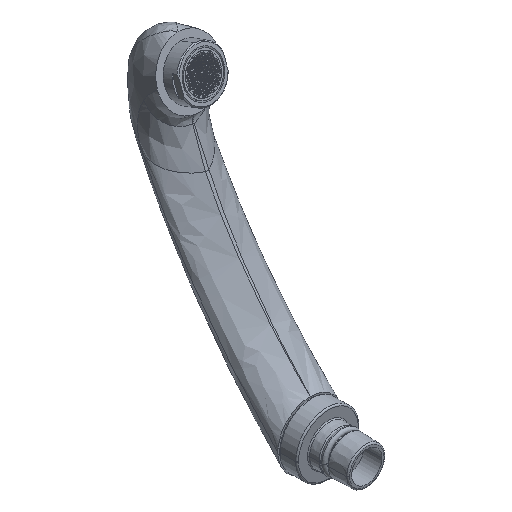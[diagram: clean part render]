
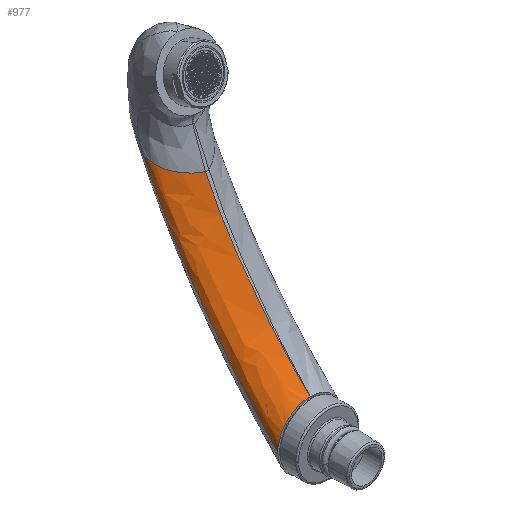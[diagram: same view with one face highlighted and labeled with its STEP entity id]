
A CAD part, isometric view. The second image highlights one B-rep face of the part: STEP entity #977.
In plain terms, the highlighted free-form (B-spline) face has degree [3, 3] with [5, 7] control points.
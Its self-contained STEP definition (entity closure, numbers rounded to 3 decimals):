
#194=CARTESIAN_POINT('',(0.,0.,16.));
#195=CARTESIAN_POINT('',(-0.079,4.211,20.154));
#196=CARTESIAN_POINT('',(-0.232,12.341,28.74));
#197=CARTESIAN_POINT('',(-0.436,23.604,42.39));
#198=CARTESIAN_POINT('',(-0.613,33.869,56.742));
#199=CARTESIAN_POINT('',(-0.762,43.06,71.678));
#200=CARTESIAN_POINT('',(-0.846,48.46,81.988));
#201=CARTESIAN_POINT('',(-0.885,50.971,87.216));
#203=CARTESIAN_POINT('',(-16.,0.,0.));
#204=CARTESIAN_POINT('',(-15.886,13.737,13.653));
#205=CARTESIAN_POINT('',(-15.676,38.939,43.246));
#206=CARTESIAN_POINT('',(-15.509,58.904,76.596));
#207=CARTESIAN_POINT('',(-15.438,67.44,93.981));
#209=CARTESIAN_POINT('',(-0.885,50.971,87.216));
#210=CARTESIAN_POINT('',(-2.616,51.913,87.207));
#211=CARTESIAN_POINT('',(-6.337,54.124,87.496));
#212=CARTESIAN_POINT('',(-11.24,58.047,88.903));
#213=CARTESIAN_POINT('',(-14.669,62.622,91.217));
#214=CARTESIAN_POINT('',(-15.453,65.834,93.059));
#215=CARTESIAN_POINT('',(-15.438,67.44,93.981));
#217=CARTESIAN_POINT('',(-0.885,50.971,87.216));
#224=CARTESIAN_POINT('',(-15.438,67.44,93.981));
#268=CARTESIAN_POINT('',(0.,0.,16.));
#269=CARTESIAN_POINT('',(-2.094,0.,16.));
#270=CARTESIAN_POINT('',(-6.282,0.,15.167));
#271=CARTESIAN_POINT('',(-11.608,0.,11.608));
#272=CARTESIAN_POINT('',(-15.167,0.,6.282));
#273=CARTESIAN_POINT('',(-16.,0.,2.094));
#274=CARTESIAN_POINT('',(-16.,0.,0.));
#398=VERTEX_POINT('',#224);
#402=VERTEX_POINT('',#203);
#415=VERTEX_POINT('',#217);
#417=VERTEX_POINT('',#194);
#932=CARTESIAN_POINT('',(0.196,-0.622,
15.386));
#933=CARTESIAN_POINT('',(-1.965,-0.635,
15.416));
#934=CARTESIAN_POINT('',(-6.229,-0.664,
14.588));
#935=CARTESIAN_POINT('',(-11.613,-0.713,
10.948));
#936=CARTESIAN_POINT('',(-15.227,-0.767,
5.47));
#937=CARTESIAN_POINT('',(-16.044,-0.805,
1.114));
#938=CARTESIAN_POINT('',(-16.004,-0.824,
-1.104));
#939=CARTESIAN_POINT('',(0.194,10.015,25.831));
#940=CARTESIAN_POINT('',(-1.953,10.232,25.805));
#941=CARTESIAN_POINT('',(-6.191,10.697,25.087));
#942=CARTESIAN_POINT('',(-11.539,11.487,22.204));
#943=CARTESIAN_POINT('',(-15.126,12.354,17.936));
#944=CARTESIAN_POINT('',(-15.93,12.964,14.56));
#945=CARTESIAN_POINT('',(-15.887,13.275,12.839));
#946=CARTESIAN_POINT('',(0.192,29.418,48.631));
#947=CARTESIAN_POINT('',(-1.93,30.057,48.536));
#948=CARTESIAN_POINT('',(-6.119,31.427,48.117));
#949=CARTESIAN_POINT('',(-11.402,33.774,46.868));
#950=CARTESIAN_POINT('',(-14.938,36.361,45.139));
#951=CARTESIAN_POINT('',(-15.722,38.184,43.802));
#952=CARTESIAN_POINT('',(-15.671,39.115,43.12));
#953=CARTESIAN_POINT('',(0.19,44.46,74.522));
#954=CARTESIAN_POINT('',(-1.911,45.427,74.427));
#955=CARTESIAN_POINT('',(-6.059,47.52,74.446));
#956=CARTESIAN_POINT('',(-11.288,51.152,75.035));
#957=CARTESIAN_POINT('',(-14.785,55.186,76.052));
#958=CARTESIAN_POINT('',(-15.555,58.038,76.892));
#959=CARTESIAN_POINT('',(-15.501,59.494,77.32));
#960=CARTESIAN_POINT('',(0.189,50.77,88.035));
#961=CARTESIAN_POINT('',(-1.902,51.877,87.954));
#962=CARTESIAN_POINT('',(-6.032,54.281,88.22));
#963=CARTESIAN_POINT('',(-11.237,58.481,89.771));
#964=CARTESIAN_POINT('',(-14.717,63.163,92.203));
#965=CARTESIAN_POINT('',(-15.483,66.48,94.16));
#966=CARTESIAN_POINT('',(-15.429,68.173,95.158));
#967=B_SPLINE_SURFACE_WITH_KNOTS('',3,3,((#932,#933,#934,#935,#936,#937,#938),(
#939,#940,#941,#942,#943,#944,#945),(#946,#947,#948,#949,#950,#951,#952),(#953,
#954,#955,#956,#957,#958,#959),(#960,#961,#962,#963,#964,#965,#966)),
.UNSPECIFIED.,.F.,.F.,.F.,(4,1,4),(4,1,1,1,4),(-0.008,
0.385,0.778),(-0.008,0.25,0.5,0.75,
1.011),.UNSPECIFIED.);
#969=ORIENTED_EDGE('',*,*,#968,.F.);
#971=ORIENTED_EDGE('',*,*,#970,.T.);
#972=ORIENTED_EDGE('',*,*,#803,.T.);
#974=ORIENTED_EDGE('',*,*,#973,.F.);
#975=EDGE_LOOP('',(#969,#971,#972,#974));
#976=FACE_OUTER_BOUND('',#975,.F.);
#977=ADVANCED_FACE('',(#976),#967,.T.);
#202=B_SPLINE_CURVE_WITH_KNOTS('',3,(#194,#195,#196,#197,#198,#199,#200,#201),
.UNSPECIFIED.,.F.,.F.,(4,1,1,1,1,4),(0.,0.2,0.4,0.6,0.8,1.),
.UNSPECIFIED.);
#208=B_SPLINE_CURVE_WITH_KNOTS('',3,(#203,#204,#205,#206,#207),.UNSPECIFIED.,
.F.,.F.,(4,1,4),(0.,0.5,1.),.UNSPECIFIED.);
#216=B_SPLINE_CURVE_WITH_KNOTS('',3,(#209,#210,#211,#212,#213,#214,#215),
.UNSPECIFIED.,.F.,.F.,(4,1,1,1,4),(0.,0.222,0.481,
0.741,1.),.UNSPECIFIED.);
#275=B_SPLINE_CURVE_WITH_KNOTS('',3,(#268,#269,#270,#271,#272,#273,#274),
.UNSPECIFIED.,.F.,.F.,(4,1,1,1,4),(0.,0.25,0.5,0.75,1.),
.UNSPECIFIED.);
#803=EDGE_CURVE('',#402,#398,#208,.T.);
#968=EDGE_CURVE('',#417,#415,#202,.T.);
#970=EDGE_CURVE('',#417,#402,#275,.T.);
#973=EDGE_CURVE('',#415,#398,#216,.T.);
